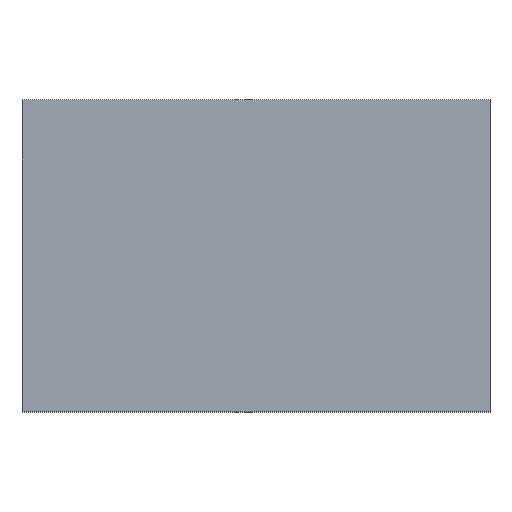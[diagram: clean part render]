
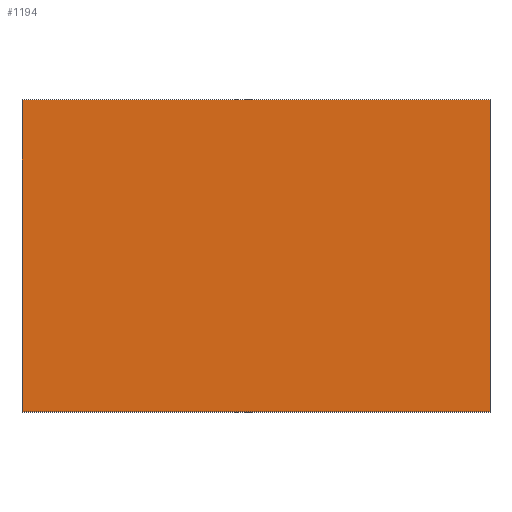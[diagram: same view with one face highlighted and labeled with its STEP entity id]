
A CAD part, top view. The second image highlights one B-rep face of the part: STEP entity #1194.
In plain terms, the highlighted planar face has unit normal (0, 0, 1).
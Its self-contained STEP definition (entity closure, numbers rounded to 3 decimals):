
#793 = VERTEX_POINT('',#794);
#794 = CARTESIAN_POINT('',(-45.,-30.,2.));
#801 = PLANE('',#802);
#802 = AXIS2_PLACEMENT_3D('',#803,#804,#805);
#803 = CARTESIAN_POINT('',(-45.,-30.,0.));
#804 = DIRECTION('',(0.,1.,0.));
#805 = DIRECTION('',(1.,0.,0.));
#813 = PLANE('',#814);
#814 = AXIS2_PLACEMENT_3D('',#815,#816,#817);
#815 = CARTESIAN_POINT('',(-45.,30.,0.));
#816 = DIRECTION('',(1.,0.,-0.));
#817 = DIRECTION('',(0.,-1.,0.));
#825 = EDGE_CURVE('',#793,#826,#828,.T.);
#826 = VERTEX_POINT('',#827);
#827 = CARTESIAN_POINT('',(45.,-30.,2.));
#828 = SURFACE_CURVE('',#829,(#833,#840),.PCURVE_S1.);
#829 = LINE('',#830,#831);
#830 = CARTESIAN_POINT('',(-45.,-30.,2.));
#831 = VECTOR('',#832,1.);
#832 = DIRECTION('',(1.,0.,0.));
#833 = PCURVE('',#801,#834);
#834 = DEFINITIONAL_REPRESENTATION('',(#835),#839);
#835 = LINE('',#836,#837);
#836 = CARTESIAN_POINT('',(0.,-2.));
#837 = VECTOR('',#838,1.);
#838 = DIRECTION('',(1.,0.));
#839 = ( GEOMETRIC_REPRESENTATION_CONTEXT(2) 
PARAMETRIC_REPRESENTATION_CONTEXT() REPRESENTATION_CONTEXT('2D SPACE',''
  ) );
#840 = PCURVE('',#841,#846);
#841 = PLANE('',#842);
#842 = AXIS2_PLACEMENT_3D('',#843,#844,#845);
#843 = CARTESIAN_POINT('',(0.,0.,2.));
#844 = DIRECTION('',(0.,0.,1.));
#845 = DIRECTION('',(1.,0.,-0.));
#846 = DEFINITIONAL_REPRESENTATION('',(#847),#851);
#847 = LINE('',#848,#849);
#848 = CARTESIAN_POINT('',(-45.,-30.));
#849 = VECTOR('',#850,1.);
#850 = DIRECTION('',(1.,0.));
#851 = ( GEOMETRIC_REPRESENTATION_CONTEXT(2) 
PARAMETRIC_REPRESENTATION_CONTEXT() REPRESENTATION_CONTEXT('2D SPACE',''
  ) );
#869 = PLANE('',#870);
#870 = AXIS2_PLACEMENT_3D('',#871,#872,#873);
#871 = CARTESIAN_POINT('',(45.,-30.,0.));
#872 = DIRECTION('',(-1.,0.,0.));
#873 = DIRECTION('',(0.,1.,0.));
#913 = VERTEX_POINT('',#914);
#914 = CARTESIAN_POINT('',(-45.,30.,2.));
#928 = PLANE('',#929);
#929 = AXIS2_PLACEMENT_3D('',#930,#931,#932);
#930 = CARTESIAN_POINT('',(45.,30.,0.));
#931 = DIRECTION('',(0.,-1.,0.));
#932 = DIRECTION('',(-1.,0.,0.));
#940 = EDGE_CURVE('',#913,#793,#941,.T.);
#941 = SURFACE_CURVE('',#942,(#946,#953),.PCURVE_S1.);
#942 = LINE('',#943,#944);
#943 = CARTESIAN_POINT('',(-45.,30.,2.));
#944 = VECTOR('',#945,1.);
#945 = DIRECTION('',(0.,-1.,0.));
#946 = PCURVE('',#813,#947);
#947 = DEFINITIONAL_REPRESENTATION('',(#948),#952);
#948 = LINE('',#949,#950);
#949 = CARTESIAN_POINT('',(0.,-2.));
#950 = VECTOR('',#951,1.);
#951 = DIRECTION('',(1.,0.));
#952 = ( GEOMETRIC_REPRESENTATION_CONTEXT(2) 
PARAMETRIC_REPRESENTATION_CONTEXT() REPRESENTATION_CONTEXT('2D SPACE',''
  ) );
#953 = PCURVE('',#841,#954);
#954 = DEFINITIONAL_REPRESENTATION('',(#955),#959);
#955 = LINE('',#956,#957);
#956 = CARTESIAN_POINT('',(-45.,30.));
#957 = VECTOR('',#958,1.);
#958 = DIRECTION('',(0.,-1.));
#959 = ( GEOMETRIC_REPRESENTATION_CONTEXT(2) 
PARAMETRIC_REPRESENTATION_CONTEXT() REPRESENTATION_CONTEXT('2D SPACE',''
  ) );
#987 = EDGE_CURVE('',#826,#988,#990,.T.);
#988 = VERTEX_POINT('',#989);
#989 = CARTESIAN_POINT('',(45.,30.,2.));
#990 = SURFACE_CURVE('',#991,(#995,#1002),.PCURVE_S1.);
#991 = LINE('',#992,#993);
#992 = CARTESIAN_POINT('',(45.,-30.,2.));
#993 = VECTOR('',#994,1.);
#994 = DIRECTION('',(0.,1.,0.));
#995 = PCURVE('',#869,#996);
#996 = DEFINITIONAL_REPRESENTATION('',(#997),#1001);
#997 = LINE('',#998,#999);
#998 = CARTESIAN_POINT('',(0.,-2.));
#999 = VECTOR('',#1000,1.);
#1000 = DIRECTION('',(1.,0.));
#1001 = ( GEOMETRIC_REPRESENTATION_CONTEXT(2) 
PARAMETRIC_REPRESENTATION_CONTEXT() REPRESENTATION_CONTEXT('2D SPACE',''
  ) );
#1002 = PCURVE('',#841,#1003);
#1003 = DEFINITIONAL_REPRESENTATION('',(#1004),#1008);
#1004 = LINE('',#1005,#1006);
#1005 = CARTESIAN_POINT('',(45.,-30.));
#1006 = VECTOR('',#1007,1.);
#1007 = DIRECTION('',(0.,1.));
#1008 = ( GEOMETRIC_REPRESENTATION_CONTEXT(2) 
PARAMETRIC_REPRESENTATION_CONTEXT() REPRESENTATION_CONTEXT('2D SPACE',''
  ) );
#1194 = ADVANCED_FACE('',(#1195),#841,.T.);
#1195 = FACE_BOUND('',#1196,.T.);
#1196 = EDGE_LOOP('',(#1197,#1198,#1199,#1220));
#1197 = ORIENTED_EDGE('',*,*,#825,.T.);
#1198 = ORIENTED_EDGE('',*,*,#987,.T.);
#1199 = ORIENTED_EDGE('',*,*,#1200,.T.);
#1200 = EDGE_CURVE('',#988,#913,#1201,.T.);
#1201 = SURFACE_CURVE('',#1202,(#1206,#1213),.PCURVE_S1.);
#1202 = LINE('',#1203,#1204);
#1203 = CARTESIAN_POINT('',(45.,30.,2.));
#1204 = VECTOR('',#1205,1.);
#1205 = DIRECTION('',(-1.,0.,0.));
#1206 = PCURVE('',#841,#1207);
#1207 = DEFINITIONAL_REPRESENTATION('',(#1208),#1212);
#1208 = LINE('',#1209,#1210);
#1209 = CARTESIAN_POINT('',(45.,30.));
#1210 = VECTOR('',#1211,1.);
#1211 = DIRECTION('',(-1.,0.));
#1212 = ( GEOMETRIC_REPRESENTATION_CONTEXT(2) 
PARAMETRIC_REPRESENTATION_CONTEXT() REPRESENTATION_CONTEXT('2D SPACE',''
  ) );
#1213 = PCURVE('',#928,#1214);
#1214 = DEFINITIONAL_REPRESENTATION('',(#1215),#1219);
#1215 = LINE('',#1216,#1217);
#1216 = CARTESIAN_POINT('',(0.,-2.));
#1217 = VECTOR('',#1218,1.);
#1218 = DIRECTION('',(1.,0.));
#1219 = ( GEOMETRIC_REPRESENTATION_CONTEXT(2) 
PARAMETRIC_REPRESENTATION_CONTEXT() REPRESENTATION_CONTEXT('2D SPACE',''
  ) );
#1220 = ORIENTED_EDGE('',*,*,#940,.T.);
